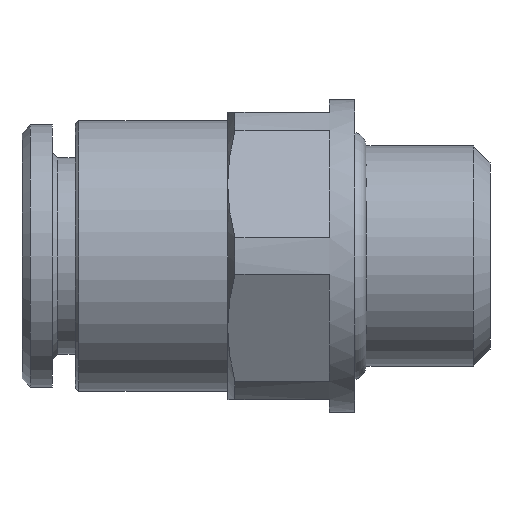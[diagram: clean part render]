
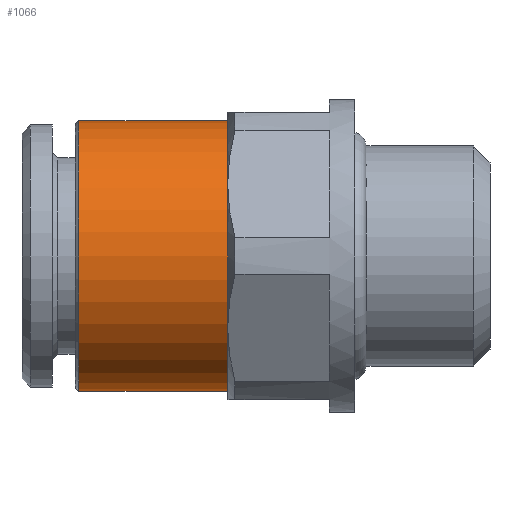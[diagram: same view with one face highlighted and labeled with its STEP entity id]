
A CAD part, left-side view. The second image highlights one B-rep face of the part: STEP entity #1066.
In plain terms, the highlighted cylindrical face has radius 8 mm (diameter 16 mm), a partial arc.
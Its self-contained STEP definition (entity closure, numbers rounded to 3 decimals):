
#44 = DIRECTION ( 'NONE',  ( 0., 0., -1. ) ) ;
#132 = CIRCLE ( 'NONE', #135, 8. ) ;
#133 = DIRECTION ( 'NONE',  ( 0., 0., -1. ) ) ;
#134 = DIRECTION ( 'NONE',  ( 0., -1., 0. ) ) ;
#135 = AXIS2_PLACEMENT_3D ( 'NONE', #138, #134, #133 ) ;
#138 = CARTESIAN_POINT ( 'NONE',  ( 0., 15.5, 0. ) ) ;
#166 = DIRECTION ( 'NONE',  ( 0., -1., 0. ) ) ;
#169 = FACE_OUTER_BOUND ( 'NONE', #1022, .T. ) ;
#170 = AXIS2_PLACEMENT_3D ( 'NONE', #173, #166, #44 ) ;
#173 = CARTESIAN_POINT ( 'NONE',  ( 0., 0., 0. ) ) ;
#174 = CYLINDRICAL_SURFACE ( 'NONE', #170, 8. ) ;
#179 = CARTESIAN_POINT ( 'NONE',  ( 0., 24.3, 0. ) ) ;
#203 = DIRECTION ( 'NONE',  ( 0., 0., -1. ) ) ;
#204 = DIRECTION ( 'NONE',  ( 0., -1., 0. ) ) ;
#205 = AXIS2_PLACEMENT_3D ( 'NONE', #179, #204, #203 ) ;
#206 = CIRCLE ( 'NONE', #205, 8. ) ;
#738 = EDGE_CURVE ( 'NONE', #824, #819, #1437, .T. ) ;
#741 = VERTEX_POINT ( 'NONE', #1442 ) ;
#819 = VERTEX_POINT ( 'NONE', #1630 ) ;
#820 = VERTEX_POINT ( 'NONE', #1625 ) ;
#823 = EDGE_CURVE ( 'NONE', #741, #820, #1593, .T. ) ;
#824 = VERTEX_POINT ( 'NONE', #1589 ) ;
#1022 = EDGE_LOOP ( 'NONE', ( #1060, #1057, #1058, #1059 ) ) ;
#1047 = EDGE_CURVE ( 'NONE', #820, #819, #132, .T. ) ;
#1057 = ORIENTED_EDGE ( 'NONE', *, *, #1081, .T. ) ;
#1058 = ORIENTED_EDGE ( 'NONE', *, *, #738, .T. ) ;
#1059 = ORIENTED_EDGE ( 'NONE', *, *, #1047, .F. ) ;
#1060 = ORIENTED_EDGE ( 'NONE', *, *, #823, .F. ) ;
#1066 = ADVANCED_FACE ( 'NONE', ( #169 ), #174, .T. ) ;
#1081 = EDGE_CURVE ( 'NONE', #741, #824, #206, .T. ) ;
#1437 = LINE ( 'NONE', #1441, #1440 ) ;
#1439 = DIRECTION ( 'NONE',  ( 0., -1., 0. ) ) ;
#1440 = VECTOR ( 'NONE', #1439, 1000. ) ;
#1441 = CARTESIAN_POINT ( 'NONE',  ( 0., 0., -8. ) ) ;
#1442 = CARTESIAN_POINT ( 'NONE',  ( 0., 24.3, 8. ) ) ;
#1589 = CARTESIAN_POINT ( 'NONE',  ( 0., 24.3, -8. ) ) ;
#1590 = DIRECTION ( 'NONE',  ( 0., -1., 0. ) ) ;
#1591 = VECTOR ( 'NONE', #1590, 1000. ) ;
#1592 = CARTESIAN_POINT ( 'NONE',  ( 0., 0., 8. ) ) ;
#1593 = LINE ( 'NONE', #1592, #1591 ) ;
#1625 = CARTESIAN_POINT ( 'NONE',  ( 0., 15.5, 8. ) ) ;
#1630 = CARTESIAN_POINT ( 'NONE',  ( 0., 15.5, -8. ) ) ;
